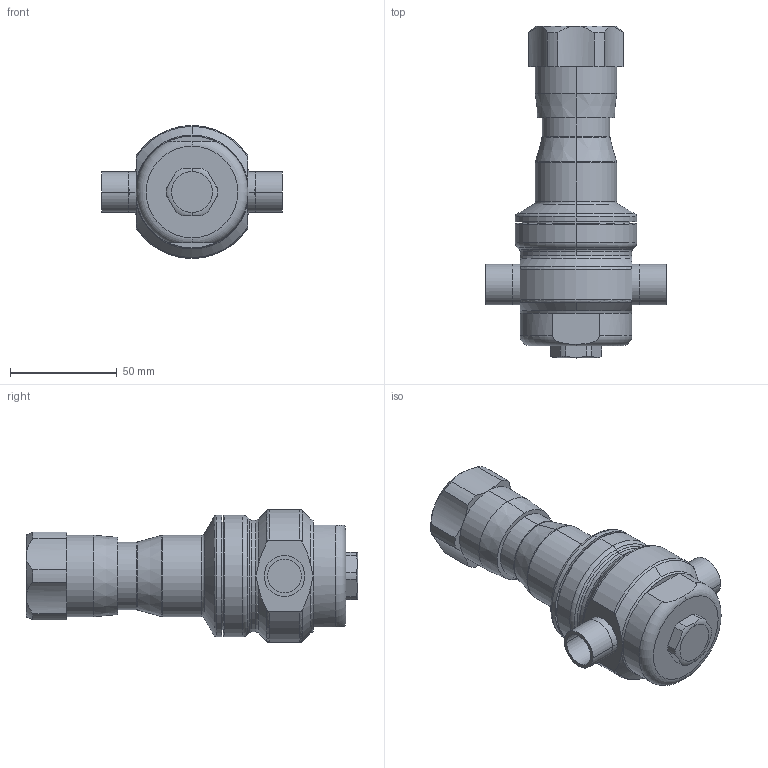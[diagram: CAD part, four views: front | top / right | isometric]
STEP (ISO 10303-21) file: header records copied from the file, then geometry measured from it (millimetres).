
FILE_DESCRIPTION (( 'STEP AP203' ), '1' );
FILE_NAME ('JSR-075-TA.STEP', '2017-06-22T13:58:00', ( '' ), ( '' ), 'SwSTEP 2.0', 'SolidWorks 2014', '' );
FILE_SCHEMA (( 'CONFIG_CONTROL_DESIGN' ));
Length unit declared in the file: inch
Products named in the file (2): JSR-075-TA
Bounding box: 84.4 x 155.25 x 62.23 mm (x, y, z)
Volume: 257703.5 mm3; surface area: 31151.6 mm2
Topology: 1 solids, 1 shells, 137 faces, 323 edges, 196 vertices
Faces by surface type: cylinder 50, plane 32, torus 30, cone 25
Entity records: 4474 total; most frequent: CARTESIAN_POINT 1146, DIRECTION 719, ORIENTED_EDGE 646, EDGE_CURVE 323, AXIS2_PLACEMENT_3D 319, VERTEX_POINT 196, CIRCLE 180, EDGE_LOOP 145
